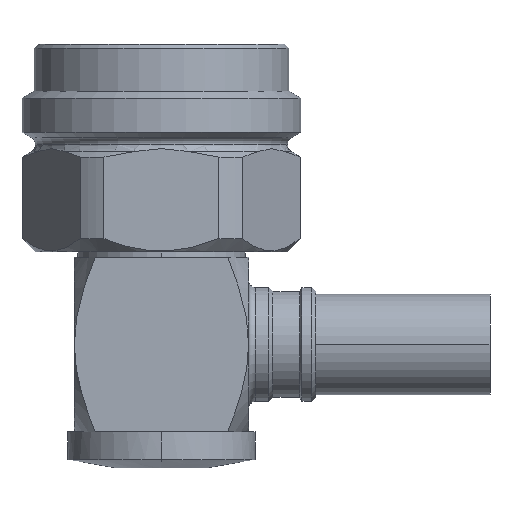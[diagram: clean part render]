
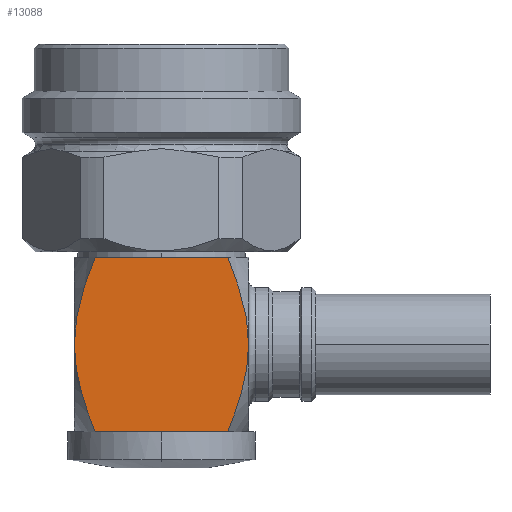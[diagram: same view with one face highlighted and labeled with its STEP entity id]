
A CAD part, left-side view. The second image highlights one B-rep face of the part: STEP entity #13088.
In plain terms, the highlighted planar face has unit normal (-1, 0, 0).
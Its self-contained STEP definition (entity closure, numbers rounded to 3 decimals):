
#451 = CARTESIAN_POINT ( 'NONE',  ( -6.5, -2.598, -27.7 ) ) ;
#622 = LINE ( 'NONE', #11730, #12806 ) ;
#1163 = CARTESIAN_POINT ( 'NONE',  ( -6.5, 4.946, -27.7 ) ) ;
#1185 = EDGE_CURVE ( 'NONE', #17108, #4902, #5661, .T. ) ;
#1223 = EDGE_CURVE ( 'NONE', #2725, #11244, #16067, .T. ) ;
#1458 = CARTESIAN_POINT ( 'NONE',  ( -6.5, -5.899, -17.347 ) ) ;
#1533 = CARTESIAN_POINT ( 'NONE',  ( -6.5, 6.5, -20.072 ) ) ;
#1811 = VECTOR ( 'NONE', #8779, 1000. ) ;
#2193 = DIRECTION ( 'NONE',  ( 0., -1., 0. ) ) ;
#2204 = ORIENTED_EDGE ( 'NONE', *, *, #4127, .T. ) ;
#2725 = VERTEX_POINT ( 'NONE', #451 ) ;
#2749 = CARTESIAN_POINT ( 'NONE',  ( -6.5, 5.755, -25.601 ) ) ;
#2930 = CARTESIAN_POINT ( 'NONE',  ( -6.5, 2.598, -27.7 ) ) ;
#2995 = ORIENTED_EDGE ( 'NONE', *, *, #12802, .T. ) ;
#3051 = CARTESIAN_POINT ( 'NONE',  ( -6.5, -5.359, -15.744 ) ) ;
#3124 = CARTESIAN_POINT ( 'NONE',  ( -6.5, 5.899, -17.347 ) ) ;
#3469 = VERTEX_POINT ( 'NONE', #14695 ) ;
#3697 = AXIS2_PLACEMENT_3D ( 'NONE', #5685, #16804, #7296 ) ;
#3725 = VERTEX_POINT ( 'NONE', #9914 ) ;
#3829 = ORIENTED_EDGE ( 'NONE', *, *, #1185, .F. ) ;
#4127 = EDGE_CURVE ( 'NONE', #3469, #11244, #622, .T. ) ;
#4342 = CARTESIAN_POINT ( 'NONE',  ( -6.5, 6.297, -23.434 ) ) ;
#4663 = CARTESIAN_POINT ( 'NONE',  ( -6.5, 6.501, -27.7 ) ) ;
#4664 = CARTESIAN_POINT ( 'NONE',  ( -6.5, -4.946, -14.7 ) ) ;
#4737 = CARTESIAN_POINT ( 'NONE',  ( -6.5, 5.359, -15.744 ) ) ;
#4902 = VERTEX_POINT ( 'NONE', #10146 ) ;
#5041 = CARTESIAN_POINT ( 'NONE',  ( -6.5, -6.181, -23.98 ) ) ;
#5215 = CARTESIAN_POINT ( 'NONE',  ( -6.5, 6.501, -14.7 ) ) ;
#5661 = B_SPLINE_CURVE_WITH_KNOTS ( 'NONE', 3,
 ( #12655, #1533, #11061, #3124, #14258, #4737, #15852, #6319 ),
 .UNSPECIFIED., .F., .F.,
 ( 4, 2, 2, 4 ),
 ( 0.014, 0.017, 0.019, 0.021 ),
 .UNSPECIFIED. ) ;
#5685 = CARTESIAN_POINT ( 'NONE',  ( -6.5, 6.501, -27.7 ) ) ;
#5929 = CARTESIAN_POINT ( 'NONE',  ( -6.5, 6.448, -22.325 ) ) ;
#6319 = CARTESIAN_POINT ( 'NONE',  ( -6.5, 4.946, -14.7 ) ) ;
#6394 = CARTESIAN_POINT ( 'NONE',  ( -6.5, 6.501, -27.7 ) ) ;
#6637 = CARTESIAN_POINT ( 'NONE',  ( -6.5, -6.417, -22.604 ) ) ;
#7006 = DIRECTION ( 'NONE',  ( 0., 1., 0. ) ) ;
#7191 = CARTESIAN_POINT ( 'NONE',  ( -6.5, 6.5, -21.2 ) ) ;
#7296 = DIRECTION ( 'NONE',  ( 0., 0., -1. ) ) ;
#7341 = EDGE_CURVE ( 'NONE', #3469, #17108, #17919, .T. ) ;
#7541 = CARTESIAN_POINT ( 'NONE',  ( -6.5, 6.5, -21.48 ) ) ;
#7835 = EDGE_CURVE ( 'NONE', #18389, #18200, #10032, .T. ) ;
#8243 = CARTESIAN_POINT ( 'NONE',  ( -6.5, -6.489, -21.763 ) ) ;
#8358 = ORIENTED_EDGE ( 'NONE', *, *, #8367, .F. ) ;
#8367 = EDGE_CURVE ( 'NONE', #4902, #18200, #18214, .T. ) ;
#8368 = CARTESIAN_POINT ( 'NONE',  ( -6.5, -6.5, -21.2 ) ) ;
#8779 = DIRECTION ( 'NONE',  ( 0., -1., 0. ) ) ;
#9722 = B_SPLINE_CURVE_WITH_KNOTS ( 'NONE', 3,
 ( #12979, #11381, #14565, #5041, #16156, #6637, #17746, #8243, #19341, #9838 ),
 .UNSPECIFIED., .F., .F.,
 ( 4, 2, 2, 2, 4 ),
 ( 0.007, 0.01, 0.012, 0.013, 0.014 ),
 .UNSPECIFIED. ) ;
#9821 = EDGE_LOOP ( 'NONE', ( #16148, #2204, #10115, #2995, #18080, #16170, #8358, #3829 ) ) ;
#9838 = CARTESIAN_POINT ( 'NONE',  ( -6.5, -6.5, -21.2 ) ) ;
#9914 = CARTESIAN_POINT ( 'NONE',  ( -6.5, -4.946, -27.7 ) ) ;
#10032 = B_SPLINE_CURVE_WITH_KNOTS ( 'NONE', 3,
 ( #20472, #18756, #10856, #1458, #12593, #3051, #14191, #4664 ),
 .UNSPECIFIED., .F., .F.,
 ( 4, 2, 2, 4 ),
 ( 0.014, 0.017, 0.019, 0.021 ),
 .UNSPECIFIED. ) ;
#10115 = ORIENTED_EDGE ( 'NONE', *, *, #1223, .F. ) ;
#10146 = CARTESIAN_POINT ( 'NONE',  ( -6.5, 4.946, -14.7 ) ) ;
#10684 = CARTESIAN_POINT ( 'NONE',  ( -6.5, -4.946, -14.7 ) ) ;
#10690 = CARTESIAN_POINT ( 'NONE',  ( -6.5, 5.369, -26.662 ) ) ;
#10856 = CARTESIAN_POINT ( 'NONE',  ( -6.5, -6.325, -18.971 ) ) ;
#11061 = CARTESIAN_POINT ( 'NONE',  ( -6.5, 6.325, -18.971 ) ) ;
#11244 = VERTEX_POINT ( 'NONE', #2930 ) ;
#11381 = CARTESIAN_POINT ( 'NONE',  ( -6.5, -5.369, -26.662 ) ) ;
#11730 = CARTESIAN_POINT ( 'NONE',  ( -6.5, 6.501, -27.7 ) ) ;
#11857 = VECTOR ( 'NONE', #7006, 1000. ) ;
#11972 = VECTOR ( 'NONE', #15925, 1000. ) ;
#12459 = LINE ( 'NONE', #6394, #11972 ) ;
#12593 = CARTESIAN_POINT ( 'NONE',  ( -6.5, -5.73, -16.809 ) ) ;
#12655 = CARTESIAN_POINT ( 'NONE',  ( -6.5, 6.5, -21.2 ) ) ;
#12802 = EDGE_CURVE ( 'NONE', #2725, #3725, #12459, .T. ) ;
#12806 = VECTOR ( 'NONE', #2193, 1000. ) ;
#12979 = CARTESIAN_POINT ( 'NONE',  ( -6.5, -4.946, -27.7 ) ) ;
#13088 = ADVANCED_FACE ( 'NONE', ( #14442 ), #18341, .F. ) ;
#13872 = CARTESIAN_POINT ( 'NONE',  ( -6.5, 6.181, -23.98 ) ) ;
#14191 = CARTESIAN_POINT ( 'NONE',  ( -6.5, -5.158, -15.219 ) ) ;
#14258 = CARTESIAN_POINT ( 'NONE',  ( -6.5, 5.73, -16.809 ) ) ;
#14442 = FACE_OUTER_BOUND ( 'NONE', #9821, .T. ) ;
#14565 = CARTESIAN_POINT ( 'NONE',  ( -6.5, -5.755, -25.601 ) ) ;
#14695 = CARTESIAN_POINT ( 'NONE',  ( -6.5, 4.946, -27.7 ) ) ;
#15478 = CARTESIAN_POINT ( 'NONE',  ( -6.5, 6.417, -22.604 ) ) ;
#15852 = CARTESIAN_POINT ( 'NONE',  ( -6.5, 5.158, -15.219 ) ) ;
#15925 = DIRECTION ( 'NONE',  ( 0., -1., 0. ) ) ;
#16067 = LINE ( 'NONE', #4663, #11857 ) ;
#16126 = EDGE_CURVE ( 'NONE', #3725, #18389, #9722, .T. ) ;
#16148 = ORIENTED_EDGE ( 'NONE', *, *, #7341, .F. ) ;
#16156 = CARTESIAN_POINT ( 'NONE',  ( -6.5, -6.297, -23.434 ) ) ;
#16170 = ORIENTED_EDGE ( 'NONE', *, *, #7835, .T. ) ;
#16804 = DIRECTION ( 'NONE',  ( 1., 0., 0. ) ) ;
#17056 = CARTESIAN_POINT ( 'NONE',  ( -6.5, 6.489, -21.763 ) ) ;
#17108 = VERTEX_POINT ( 'NONE', #7191 ) ;
#17746 = CARTESIAN_POINT ( 'NONE',  ( -6.5, -6.448, -22.325 ) ) ;
#17919 = B_SPLINE_CURVE_WITH_KNOTS ( 'NONE', 3,
 ( #1163, #10690, #2749, #13872, #4342, #15478, #5929, #17056, #7541, #18651 ),
 .UNSPECIFIED., .F., .F.,
 ( 4, 2, 2, 2, 4 ),
 ( 0.007, 0.01, 0.012, 0.013, 0.014 ),
 .UNSPECIFIED. ) ;
#18080 = ORIENTED_EDGE ( 'NONE', *, *, #16126, .T. ) ;
#18200 = VERTEX_POINT ( 'NONE', #10684 ) ;
#18214 = LINE ( 'NONE', #5215, #1811 ) ;
#18341 = PLANE ( 'NONE',  #3697 ) ;
#18389 = VERTEX_POINT ( 'NONE', #8368 ) ;
#18651 = CARTESIAN_POINT ( 'NONE',  ( -6.5, 6.5, -21.2 ) ) ;
#18756 = CARTESIAN_POINT ( 'NONE',  ( -6.5, -6.5, -20.072 ) ) ;
#19341 = CARTESIAN_POINT ( 'NONE',  ( -6.5, -6.5, -21.48 ) ) ;
#20472 = CARTESIAN_POINT ( 'NONE',  ( -6.5, -6.5, -21.2 ) ) ;
